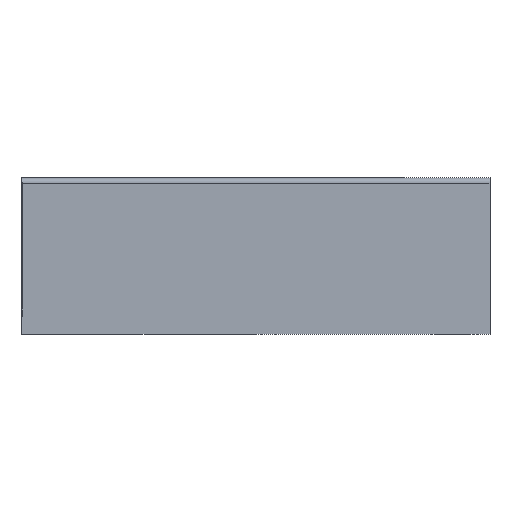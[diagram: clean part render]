
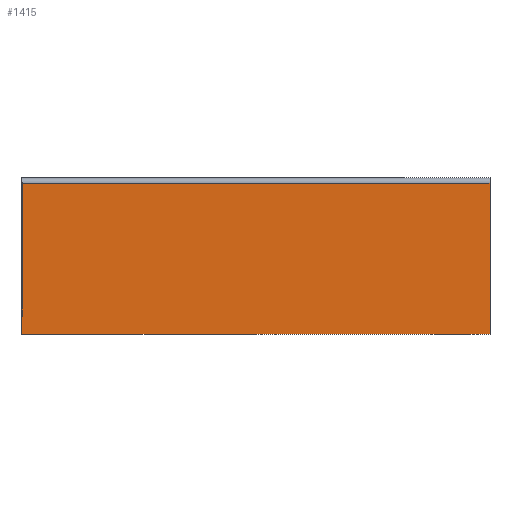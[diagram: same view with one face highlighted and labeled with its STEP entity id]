
A CAD part, front view. The second image highlights one B-rep face of the part: STEP entity #1415.
In plain terms, the highlighted planar face has unit normal (0, -1, 0).
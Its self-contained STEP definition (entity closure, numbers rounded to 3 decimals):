
#478 = EDGE_CURVE ( 'NONE', #6058, #1813, #3237, .T. ) ;
#479 = EDGE_CURVE ( 'NONE', #6080, #1812, #3235, .T. ) ;
#1149 = EDGE_CURVE ( 'NONE', #6080, #6058, #3361, .T. ) ;
#1255 = EDGE_CURVE ( 'NONE', #1812, #1813, #4717, .T. ) ;
#1415 = ADVANCED_FACE ( 'NONE', ( #4980 ), #5661, .F. ) ;
#1812 = VERTEX_POINT ( 'NONE', #6329 ) ;
#1813 = VERTEX_POINT ( 'NONE', #6330 ) ;
#2153 = EDGE_LOOP ( 'NONE', ( #2601, #2602, #2603, #2604 ) ) ;
#2601 = ORIENTED_EDGE ( 'NONE', *, *, #478, .T. ) ;
#2602 = ORIENTED_EDGE ( 'NONE', *, *, #1255, .F. ) ;
#2603 = ORIENTED_EDGE ( 'NONE', *, *, #479, .F. ) ;
#2604 = ORIENTED_EDGE ( 'NONE', *, *, #1149, .T. ) ;
#3235 = LINE ( 'NONE', #4029, #3241 ) ;
#3237 = LINE ( 'NONE', #4023, #3239 ) ;
#3239 = VECTOR ( 'NONE', #4024, 1000. ) ;
#3241 = VECTOR ( 'NONE', #4034, 1000. ) ;
#3361 = LINE ( 'NONE', #4352, #3363 ) ;
#3363 = VECTOR ( 'NONE', #4348, 1000. ) ;
#4023 = CARTESIAN_POINT ( 'NONE',  ( 28.64, -16.824, 43.728 ) ) ;
#4024 = DIRECTION ( 'NONE',  ( 0., 0., -1. ) ) ;
#4029 = CARTESIAN_POINT ( 'NONE',  ( 61.58, -16.824, 54.347 ) ) ;
#4034 = DIRECTION ( 'NONE',  ( 0., 0., -1. ) ) ;
#4348 = DIRECTION ( 'NONE',  ( -1., 0., 0. ) ) ;
#4352 = CARTESIAN_POINT ( 'NONE',  ( 61.58, -16.824, 54.347 ) ) ;
#4648 = CARTESIAN_POINT ( 'NONE',  ( 61.58, -16.824, 43.728 ) ) ;
#4649 = DIRECTION ( 'NONE',  ( -1., 0., 0. ) ) ;
#4717 = LINE ( 'NONE', #4648, #4720 ) ;
#4720 = VECTOR ( 'NONE', #4649, 1000. ) ;
#4980 = FACE_OUTER_BOUND ( 'NONE', #2153, .T. ) ;
#5661 = PLANE ( 'NONE',  #5733 ) ;
#5663 = CARTESIAN_POINT ( 'NONE',  ( 61.58, -16.824, 54.347 ) ) ;
#5668 = DIRECTION ( 'NONE',  ( 0., 1., 0. ) ) ;
#5669 = DIRECTION ( 'NONE',  ( 0., 0., 1. ) ) ;
#5733 = AXIS2_PLACEMENT_3D ( 'NONE', #5663, #5668, #5669 ) ;
#6058 = VERTEX_POINT ( 'NONE', #6631 ) ;
#6080 = VERTEX_POINT ( 'NONE', #6633 ) ;
#6329 = CARTESIAN_POINT ( 'NONE',  ( 61.58, -16.824, 43.728 ) ) ;
#6330 = CARTESIAN_POINT ( 'NONE',  ( 28.64, -16.824, 43.728 ) ) ;
#6631 = CARTESIAN_POINT ( 'NONE',  ( 28.64, -16.824, 54.347 ) ) ;
#6633 = CARTESIAN_POINT ( 'NONE',  ( 61.58, -16.824, 54.347 ) ) ;
